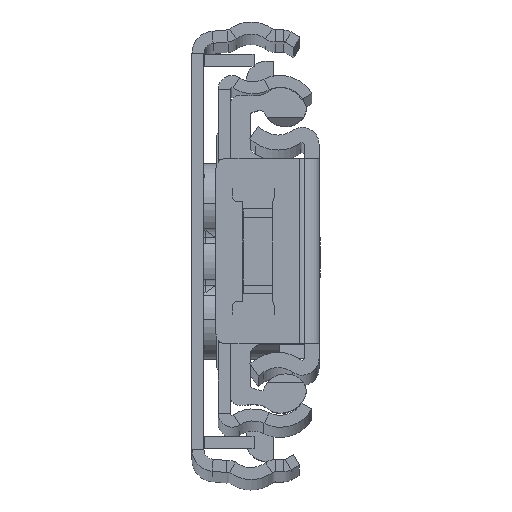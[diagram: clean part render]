
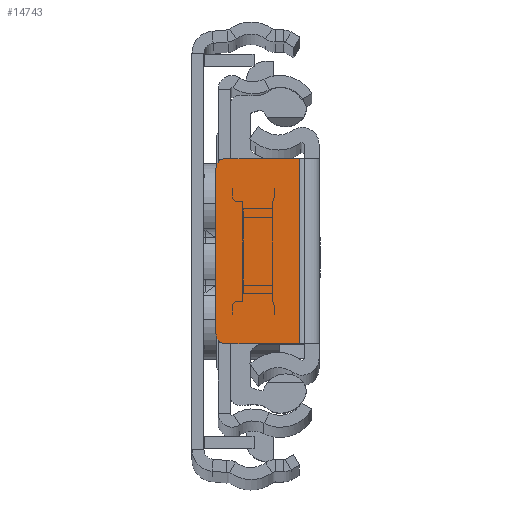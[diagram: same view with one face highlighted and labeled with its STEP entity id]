
A CAD part, top view. The second image highlights one B-rep face of the part: STEP entity #14743.
In plain terms, the highlighted planar face has unit normal (0, 0, 1).
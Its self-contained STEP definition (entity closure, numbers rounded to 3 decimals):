
#151 = CARTESIAN_POINT ( 'NONE',  ( 0., 0., 0. ) ) ;
#244 = DIRECTION ( 'NONE',  ( -1., 0., 0. ) ) ;
#409 = DIRECTION ( 'NONE',  ( 0., -1., 0. ) ) ;
#1351 = VECTOR ( 'NONE', #18058, 1000. ) ;
#2123 = CARTESIAN_POINT ( 'NONE',  ( -9.3, -9.25, 0. ) ) ;
#2197 = DIRECTION ( 'NONE',  ( -1., 0., 0. ) ) ;
#2420 = VERTEX_POINT ( 'NONE', #18703 ) ;
#3195 = EDGE_CURVE ( 'NONE', #8675, #2420, #13767, .T. ) ;
#3481 = AXIS2_PLACEMENT_3D ( 'NONE', #151, #13609, #2197 ) ;
#4677 = CARTESIAN_POINT ( 'NONE',  ( -10.3, -8.25, 0. ) ) ;
#4972 = VERTEX_POINT ( 'NONE', #6436 ) ;
#6066 = VECTOR ( 'NONE', #17040, 1000. ) ;
#6118 = CARTESIAN_POINT ( 'NONE',  ( -10.3, 8.25, 0. ) ) ;
#6436 = CARTESIAN_POINT ( 'NONE',  ( -9.3, 9.25, 0. ) ) ;
#7667 = CARTESIAN_POINT ( 'NONE',  ( -9.3, 8.25, 0. ) ) ;
#7798 = CIRCLE ( 'NONE', #12149, 1. ) ;
#8675 = VERTEX_POINT ( 'NONE', #2123 ) ;
#10262 = CARTESIAN_POINT ( 'NONE',  ( 0., -9.25, 0. ) ) ;
#10372 = VECTOR ( 'NONE', #409, 1000. ) ;
#10478 = EDGE_CURVE ( 'NONE', #15423, #8675, #21059, .T. ) ;
#10490 = DIRECTION ( 'NONE',  ( 1., 0., 0. ) ) ;
#10605 = ORIENTED_EDGE ( 'NONE', *, *, #20589, .T. ) ;
#10951 = CARTESIAN_POINT ( 'NONE',  ( -9.3, -8.25, 0. ) ) ;
#12149 = AXIS2_PLACEMENT_3D ( 'NONE', #7667, #18126, #13338 ) ;
#12846 = ORIENTED_EDGE ( 'NONE', *, *, #13394, .F. ) ;
#12869 = VERTEX_POINT ( 'NONE', #13566 ) ;
#13338 = DIRECTION ( 'NONE',  ( -1., 0., 0. ) ) ;
#13394 = EDGE_CURVE ( 'NONE', #12869, #2420, #14214, .T. ) ;
#13447 = ORIENTED_EDGE ( 'NONE', *, *, #3195, .T. ) ;
#13566 = CARTESIAN_POINT ( 'NONE',  ( -2., 9.25, 0. ) ) ;
#13609 = DIRECTION ( 'NONE',  ( 0., 0., -1. ) ) ;
#13613 = LINE ( 'NONE', #15573, #6066 ) ;
#13767 = LINE ( 'NONE', #10262, #17254 ) ;
#14175 = AXIS2_PLACEMENT_3D ( 'NONE', #10951, #17896, #244 ) ;
#14214 = LINE ( 'NONE', #17515, #10372 ) ;
#14396 = VERTEX_POINT ( 'NONE', #6118 ) ;
#14743 = ADVANCED_FACE ( 'NONE', ( #19274 ), #15786, .F. ) ;
#15423 = VERTEX_POINT ( 'NONE', #4677 ) ;
#15573 = CARTESIAN_POINT ( 'NONE',  ( -10.3, 0., 0. ) ) ;
#15786 = PLANE ( 'NONE',  #3481 ) ;
#16469 = CARTESIAN_POINT ( 'NONE',  ( 0., 9.25, 0. ) ) ;
#16875 = EDGE_CURVE ( 'NONE', #14396, #15423, #13613, .T. ) ;
#17040 = DIRECTION ( 'NONE',  ( 0., -1., 0. ) ) ;
#17254 = VECTOR ( 'NONE', #10490, 1000. ) ;
#17515 = CARTESIAN_POINT ( 'NONE',  ( -2., -9.25, 0. ) ) ;
#17896 = DIRECTION ( 'NONE',  ( 0., 0., 1. ) ) ;
#18058 = DIRECTION ( 'NONE',  ( -1., 0., 0. ) ) ;
#18126 = DIRECTION ( 'NONE',  ( 0., 0., 1. ) ) ;
#18389 = EDGE_CURVE ( 'NONE', #4972, #14396, #7798, .T. ) ;
#18703 = CARTESIAN_POINT ( 'NONE',  ( -2., -9.25, 0. ) ) ;
#19274 = FACE_OUTER_BOUND ( 'NONE', #21844, .T. ) ;
#19717 = ORIENTED_EDGE ( 'NONE', *, *, #10478, .T. ) ;
#20589 = EDGE_CURVE ( 'NONE', #12869, #4972, #21115, .T. ) ;
#21059 = CIRCLE ( 'NONE', #14175, 1. ) ;
#21115 = LINE ( 'NONE', #16469, #1351 ) ;
#21844 = EDGE_LOOP ( 'NONE', ( #22135, #19717, #13447, #12846, #10605, #22175 ) ) ;
#22135 = ORIENTED_EDGE ( 'NONE', *, *, #16875, .T. ) ;
#22175 = ORIENTED_EDGE ( 'NONE', *, *, #18389, .T. ) ;
